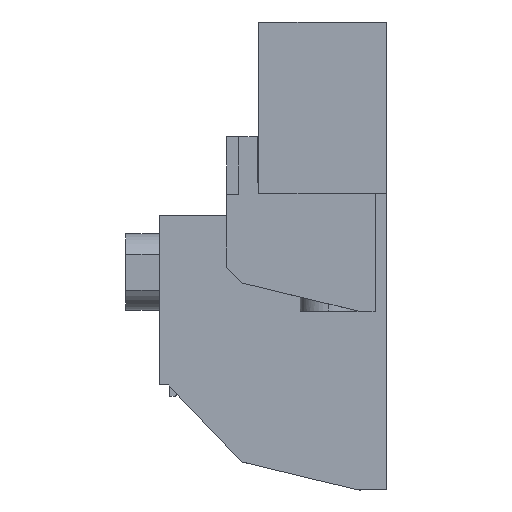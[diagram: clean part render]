
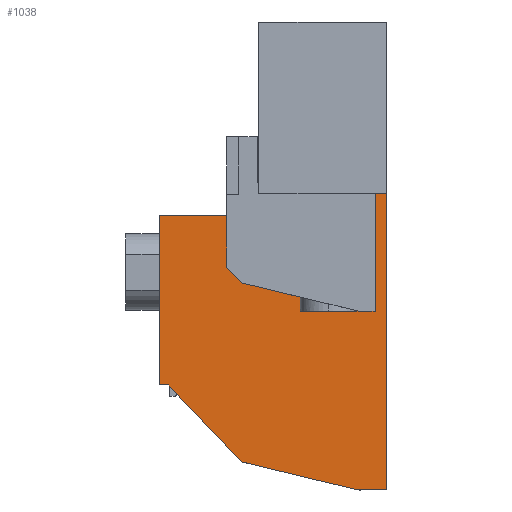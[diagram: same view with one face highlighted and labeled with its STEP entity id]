
A CAD part, left-side view. The second image highlights one B-rep face of the part: STEP entity #1038.
In plain terms, the highlighted planar face has unit normal (-1, 0, 0).
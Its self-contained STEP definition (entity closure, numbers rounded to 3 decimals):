
#985=AXIS2_PLACEMENT_3D('Plane Axis2P3D',#982,#983,#984) ;
#180=CARTESIAN_POINT('Vertex',(7.62,0.,0.)) ;
#183=CARTESIAN_POINT('Line Origine',(7.62,1.25,0.)) ;
#187=CARTESIAN_POINT('Vertex',(7.62,2.5,0.)) ;
#380=CARTESIAN_POINT('Line Origine',(7.62,7.675,1.25)) ;
#384=CARTESIAN_POINT('Vertex',(7.62,12.85,2.5)) ;
#575=CARTESIAN_POINT('Vertex',(7.62,0.,27.93)) ;
#578=CARTESIAN_POINT('Line Origine',(7.62,0.,13.965)) ;
#982=CARTESIAN_POINT('Axis2P3D Location',(7.62,0.,41.45)) ;
#987=CARTESIAN_POINT('Line Origine',(7.62,5.65,27.93)) ;
#991=CARTESIAN_POINT('Vertex',(7.62,11.3,27.93)) ;
#994=CARTESIAN_POINT('Line Origine',(7.62,11.3,26.115)) ;
#998=CARTESIAN_POINT('Vertex',(7.62,11.3,24.3)) ;
#1001=CARTESIAN_POINT('Line Origine',(7.62,15.7,24.3)) ;
#1005=CARTESIAN_POINT('Vertex',(7.62,20.1,24.3)) ;
#1008=CARTESIAN_POINT('Line Origine',(7.62,20.1,16.8)) ;
#1012=CARTESIAN_POINT('Vertex',(7.62,20.1,9.3)) ;
#1015=CARTESIAN_POINT('Line Origine',(7.62,19.7,9.3)) ;
#1019=CARTESIAN_POINT('Vertex',(7.62,19.3,9.3)) ;
#1022=CARTESIAN_POINT('Line Origine',(7.62,16.075,5.9)) ;
#184=DIRECTION('Vector Direction',(0.,-1.,0.)) ;
#381=DIRECTION('Vector Direction',(0.,-0.972,-0.235)) ;
#579=DIRECTION('Vector Direction',(0.,0.,-1.)) ;
#983=DIRECTION('Axis2P3D Direction',(1.,0.,0.)) ;
#984=DIRECTION('Axis2P3D XDirection',(0.,0.,-1.)) ;
#988=DIRECTION('Vector Direction',(0.,-1.,0.)) ;
#995=DIRECTION('Vector Direction',(0.,0.,-1.)) ;
#1002=DIRECTION('Vector Direction',(0.,-1.,0.)) ;
#1009=DIRECTION('Vector Direction',(0.,0.,-1.)) ;
#1016=DIRECTION('Vector Direction',(0.,-1.,0.)) ;
#1023=DIRECTION('Vector Direction',(0.,-0.688,-0.726)) ;
#185=VECTOR('Line Direction',#184,1.) ;
#382=VECTOR('Line Direction',#381,1.) ;
#580=VECTOR('Line Direction',#579,1.) ;
#989=VECTOR('Line Direction',#988,1.) ;
#996=VECTOR('Line Direction',#995,1.) ;
#1003=VECTOR('Line Direction',#1002,1.) ;
#1010=VECTOR('Line Direction',#1009,1.) ;
#1017=VECTOR('Line Direction',#1016,1.) ;
#1024=VECTOR('Line Direction',#1023,1.) ;
#1028=ORIENTED_EDGE('',*,*,#993,.F.) ;
#1029=ORIENTED_EDGE('',*,*,#1000,.T.) ;
#1030=ORIENTED_EDGE('',*,*,#1007,.F.) ;
#1031=ORIENTED_EDGE('',*,*,#1014,.F.) ;
#1032=ORIENTED_EDGE('',*,*,#1021,.F.) ;
#1033=ORIENTED_EDGE('',*,*,#1026,.F.) ;
#1034=ORIENTED_EDGE('',*,*,#386,.F.) ;
#1035=ORIENTED_EDGE('',*,*,#189,.F.) ;
#1036=ORIENTED_EDGE('',*,*,#582,.F.) ;
#1038=ADVANCED_FACE('HOUSING',(#1037),#986,.F.) ;
#189=EDGE_CURVE('',#181,#188,#186,.F.) ;
#386=EDGE_CURVE('',#188,#385,#383,.F.) ;
#582=EDGE_CURVE('',#576,#181,#581,.T.) ;
#993=EDGE_CURVE('',#992,#576,#990,.T.) ;
#1000=EDGE_CURVE('',#992,#999,#997,.T.) ;
#1007=EDGE_CURVE('',#1006,#999,#1004,.T.) ;
#1014=EDGE_CURVE('',#1013,#1006,#1011,.F.) ;
#1021=EDGE_CURVE('',#1020,#1013,#1018,.F.) ;
#1026=EDGE_CURVE('',#385,#1020,#1025,.F.) ;
#1027=EDGE_LOOP('',(#1028,#1029,#1030,#1031,#1032,#1033,#1034,#1035,#1036)) ;
#1037=FACE_OUTER_BOUND('',#1027,.T.) ;
#186=LINE('Line',#183,#185) ;
#383=LINE('Line',#380,#382) ;
#581=LINE('Line',#578,#580) ;
#990=LINE('Line',#987,#989) ;
#997=LINE('Line',#994,#996) ;
#1004=LINE('Line',#1001,#1003) ;
#1011=LINE('Line',#1008,#1010) ;
#1018=LINE('Line',#1015,#1017) ;
#1025=LINE('Line',#1022,#1024) ;
#986=PLANE('',#985) ;
#181=VERTEX_POINT('',#180) ;
#188=VERTEX_POINT('',#187) ;
#385=VERTEX_POINT('',#384) ;
#576=VERTEX_POINT('',#575) ;
#992=VERTEX_POINT('',#991) ;
#999=VERTEX_POINT('',#998) ;
#1006=VERTEX_POINT('',#1005) ;
#1013=VERTEX_POINT('',#1012) ;
#1020=VERTEX_POINT('',#1019) ;
